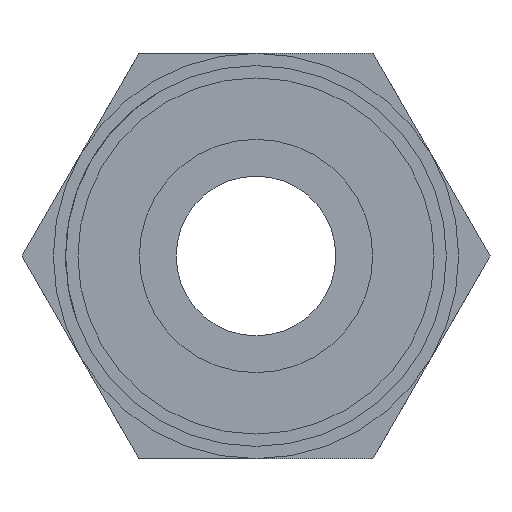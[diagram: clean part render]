
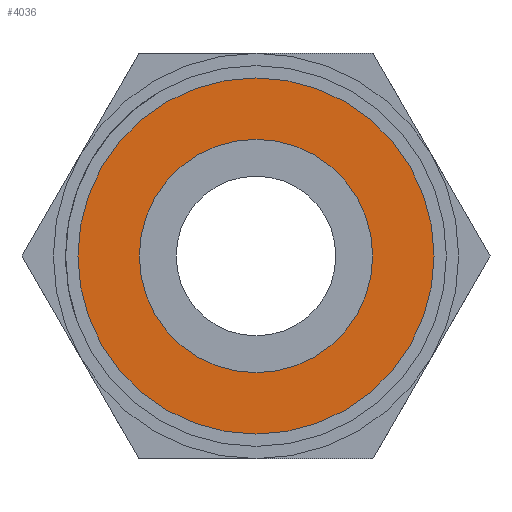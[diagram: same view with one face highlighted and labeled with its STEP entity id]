
A CAD part, left-side view. The second image highlights one B-rep face of the part: STEP entity #4036.
In plain terms, the highlighted planar face has unit normal (-1, 0, 0).
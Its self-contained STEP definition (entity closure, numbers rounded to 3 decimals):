
#3 = DIRECTION ( 'NONE',  ( -1., 0., 0. ) ) ;
#124 = EDGE_LOOP ( 'NONE', ( #7506, #2626 ) ) ;
#643 = EDGE_CURVE ( 'NONE', #8680, #8463, #3068, .T. ) ;
#663 = DIRECTION ( 'NONE',  ( 0., 0., 1. ) ) ;
#668 = DIRECTION ( 'NONE',  ( 0., 0., 1. ) ) ;
#756 = CARTESIAN_POINT ( 'NONE',  ( 0., 0., 0. ) ) ;
#1508 = EDGE_CURVE ( 'NONE', #8327, #7801, #1926, .T. ) ;
#1800 = CARTESIAN_POINT ( 'NONE',  ( 0., 0., 9.5 ) ) ;
#1870 = ORIENTED_EDGE ( 'NONE', *, *, #2371, .F. ) ;
#1926 = CIRCLE ( 'NONE', #6864, 9.5 ) ;
#2000 = DIRECTION ( 'NONE',  ( 0., 0., 1. ) ) ;
#2125 = CIRCLE ( 'NONE', #3829, 14.5 ) ;
#2371 = EDGE_CURVE ( 'NONE', #7801, #8327, #4192, .T. ) ;
#2528 = CARTESIAN_POINT ( 'NONE',  ( 0., 0., 14.5 ) ) ;
#2626 = ORIENTED_EDGE ( 'NONE', *, *, #5171, .T. ) ;
#2964 = CARTESIAN_POINT ( 'NONE',  ( 0., 0., 0. ) ) ;
#3068 = CIRCLE ( 'NONE', #4749, 14.5 ) ;
#3703 = CARTESIAN_POINT ( 'NONE',  ( 0., 0., 0. ) ) ;
#3762 = DIRECTION ( 'NONE',  ( -1., 0., 0. ) ) ;
#3829 = AXIS2_PLACEMENT_3D ( 'NONE', #2964, #3762, #4938 ) ;
#4036 = ADVANCED_FACE ( 'NONE', ( #6090, #4847 ), #6795, .T. ) ;
#4057 = CARTESIAN_POINT ( 'NONE',  ( 0., 0., 0. ) ) ;
#4192 = CIRCLE ( 'NONE', #5888, 9.5 ) ;
#4559 = CARTESIAN_POINT ( 'NONE',  ( 0., 0., 0. ) ) ;
#4749 = AXIS2_PLACEMENT_3D ( 'NONE', #3703, #8272, #6647 ) ;
#4820 = CARTESIAN_POINT ( 'NONE',  ( 0., 0., -9.5 ) ) ;
#4847 = FACE_OUTER_BOUND ( 'NONE', #124, .T. ) ;
#4938 = DIRECTION ( 'NONE',  ( 0., 0., 1. ) ) ;
#5171 = EDGE_CURVE ( 'NONE', #8463, #8680, #2125, .T. ) ;
#5888 = AXIS2_PLACEMENT_3D ( 'NONE', #4559, #6721, #2000 ) ;
#6090 = FACE_BOUND ( 'NONE', #7928, .T. ) ;
#6647 = DIRECTION ( 'NONE',  ( 0., 0., 1. ) ) ;
#6721 = DIRECTION ( 'NONE',  ( -1., 0., 0. ) ) ;
#6795 = PLANE ( 'NONE',  #7296 ) ;
#6864 = AXIS2_PLACEMENT_3D ( 'NONE', #756, #7500, #668 ) ;
#7296 = AXIS2_PLACEMENT_3D ( 'NONE', #4057, #3, #663 ) ;
#7500 = DIRECTION ( 'NONE',  ( -1., 0., 0. ) ) ;
#7506 = ORIENTED_EDGE ( 'NONE', *, *, #643, .T. ) ;
#7801 = VERTEX_POINT ( 'NONE', #4820 ) ;
#7928 = EDGE_LOOP ( 'NONE', ( #8315, #1870 ) ) ;
#8169 = CARTESIAN_POINT ( 'NONE',  ( 0., 0., -14.5 ) ) ;
#8272 = DIRECTION ( 'NONE',  ( -1., 0., 0. ) ) ;
#8315 = ORIENTED_EDGE ( 'NONE', *, *, #1508, .F. ) ;
#8327 = VERTEX_POINT ( 'NONE', #1800 ) ;
#8463 = VERTEX_POINT ( 'NONE', #8169 ) ;
#8680 = VERTEX_POINT ( 'NONE', #2528 ) ;
